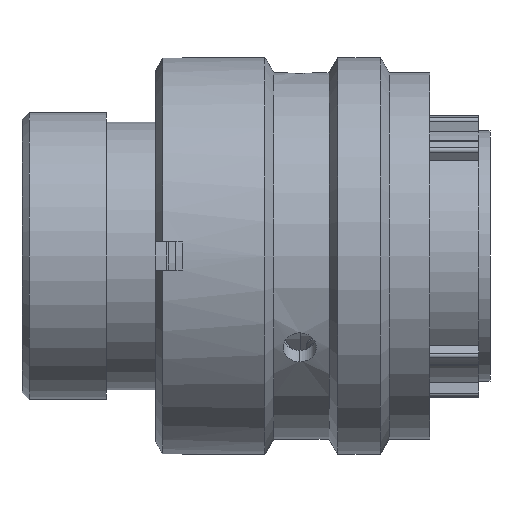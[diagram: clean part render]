
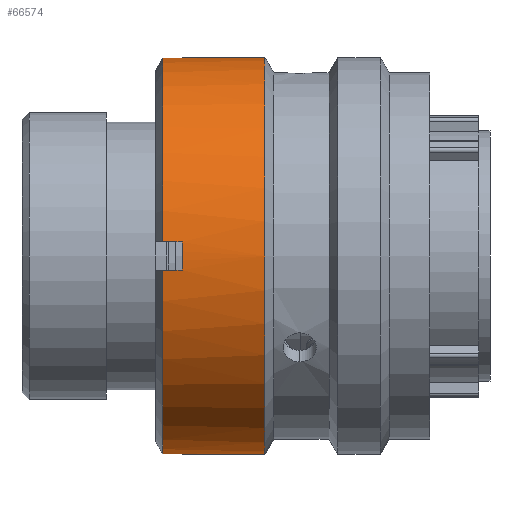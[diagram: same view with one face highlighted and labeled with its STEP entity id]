
A CAD part, front view. The second image highlights one B-rep face of the part: STEP entity #66574.
In plain terms, the highlighted cylindrical face has radius 14.15 mm (diameter 28.3 mm), a partial arc.
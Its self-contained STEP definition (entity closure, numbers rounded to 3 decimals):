
#1 = CARTESIAN_POINT ( 'NONE',  ( 29.07, 0., 0. ) ) ;
#488 = CIRCLE ( 'NONE', #75534, 14.15 ) ;
#672 = EDGE_CURVE ( 'NONE', #81275, #44421, #38388, .T. ) ;
#1445 = DIRECTION ( 'NONE',  ( 1., 0., 0. ) ) ;
#2514 = ORIENTED_EDGE ( 'NONE', *, *, #18983, .T. ) ;
#3781 = DIRECTION ( 'NONE',  ( 1., 0., 0. ) ) ;
#3801 = VECTOR ( 'NONE', #4344, 1000. ) ;
#4344 = DIRECTION ( 'NONE',  ( -1., 0., 0. ) ) ;
#4356 = ORIENTED_EDGE ( 'NONE', *, *, #42561, .T. ) ;
#4810 = EDGE_CURVE ( 'NONE', #83782, #41906, #488, .T. ) ;
#5017 = ORIENTED_EDGE ( 'NONE', *, *, #57657, .F. ) ;
#6641 = VERTEX_POINT ( 'NONE', #27800 ) ;
#7336 = EDGE_CURVE ( 'NONE', #41906, #53071, #21129, .T. ) ;
#7878 = CARTESIAN_POINT ( 'NONE',  ( 10.02, -14.115, -1. ) ) ;
#8184 = EDGE_LOOP ( 'NONE', ( #5017, #56617, #21936, #51075, #2514, #16707, #69840, #67882, #4356, #66947, #20904, #58830 ) ) ;
#10372 = DIRECTION ( 'NONE',  ( 1., 0., 0. ) ) ;
#10907 = AXIS2_PLACEMENT_3D ( 'NONE', #1, #79039, #34193 ) ;
#11201 = CARTESIAN_POINT ( 'NONE',  ( 29.07, -1., 14.115 ) ) ;
#12412 = VECTOR ( 'NONE', #23687, 1000. ) ;
#16563 = AXIS2_PLACEMENT_3D ( 'NONE', #80202, #34233, #59807 ) ;
#16707 = ORIENTED_EDGE ( 'NONE', *, *, #78839, .T. ) ;
#16734 = CARTESIAN_POINT ( 'NONE',  ( 29.07, 0., -14.15 ) ) ;
#16868 = VERTEX_POINT ( 'NONE', #7878 ) ;
#16901 = CARTESIAN_POINT ( 'NONE',  ( 29.07, -14.115, 1. ) ) ;
#17621 = CIRCLE ( 'NONE', #56763, 14.15 ) ;
#18983 = EDGE_CURVE ( 'NONE', #33483, #38353, #74658, .T. ) ;
#19296 = VECTOR ( 'NONE', #21546, 1000. ) ;
#20904 = ORIENTED_EDGE ( 'NONE', *, *, #58820, .T. ) ;
#21129 = LINE ( 'NONE', #11201, #3801 ) ;
#21546 = DIRECTION ( 'NONE',  ( -1., 0., 0. ) ) ;
#21803 = EDGE_CURVE ( 'NONE', #65631, #37192, #51589, .T. ) ;
#21936 = ORIENTED_EDGE ( 'NONE', *, *, #7336, .T. ) ;
#22294 = CARTESIAN_POINT ( 'NONE',  ( 10.02, 0., 0. ) ) ;
#23687 = DIRECTION ( 'NONE',  ( 1., 0., 0. ) ) ;
#26104 = CIRCLE ( 'NONE', #77017, 14.15 ) ;
#26645 = DIRECTION ( 'NONE',  ( 0., 0., -1. ) ) ;
#26679 = CARTESIAN_POINT ( 'NONE',  ( 10.02, -1., 14.115 ) ) ;
#27800 = CARTESIAN_POINT ( 'NONE',  ( 11.42, -14.115, -1. ) ) ;
#33483 = VERTEX_POINT ( 'NONE', #77535 ) ;
#33584 = CARTESIAN_POINT ( 'NONE',  ( 11.42, 0., 14.15 ) ) ;
#34193 = DIRECTION ( 'NONE',  ( 0., 0., -1. ) ) ;
#34233 = DIRECTION ( 'NONE',  ( 1., 0., 0. ) ) ;
#34457 = DIRECTION ( 'NONE',  ( 1., 0., 0. ) ) ;
#35483 = CARTESIAN_POINT ( 'NONE',  ( 11.42, -1., 14.115 ) ) ;
#35521 = AXIS2_PLACEMENT_3D ( 'NONE', #60208, #72825, #26645 ) ;
#36215 = LINE ( 'NONE', #42874, #71170 ) ;
#37192 = VERTEX_POINT ( 'NONE', #48546 ) ;
#38353 = VERTEX_POINT ( 'NONE', #49197 ) ;
#38388 = CIRCLE ( 'NONE', #61850, 14.15 ) ;
#41306 = EDGE_CURVE ( 'NONE', #16868, #66423, #26104, .T. ) ;
#41906 = VERTEX_POINT ( 'NONE', #35483 ) ;
#42561 = EDGE_CURVE ( 'NONE', #66423, #81275, #78022, .T. ) ;
#42874 = CARTESIAN_POINT ( 'NONE',  ( 29.07, 0., 14.15 ) ) ;
#43066 = DIRECTION ( 'NONE',  ( 1., 0., 0. ) ) ;
#44049 = CYLINDRICAL_SURFACE ( 'NONE', #10907, 14.15 ) ;
#44421 = VERTEX_POINT ( 'NONE', #50783 ) ;
#45238 = LINE ( 'NONE', #16734, #46336 ) ;
#46336 = VECTOR ( 'NONE', #55948, 1000. ) ;
#48546 = CARTESIAN_POINT ( 'NONE',  ( 17.324, 0., -14.15 ) ) ;
#49197 = CARTESIAN_POINT ( 'NONE',  ( 11.42, -14.115, 1. ) ) ;
#49210 = DIRECTION ( 'NONE',  ( 0., 0., -1. ) ) ;
#50006 = DIRECTION ( 'NONE',  ( 0., 0., 1. ) ) ;
#50783 = CARTESIAN_POINT ( 'NONE',  ( 11.42, 0., -14.15 ) ) ;
#51075 = ORIENTED_EDGE ( 'NONE', *, *, #60700, .T. ) ;
#51094 = LINE ( 'NONE', #54466, #19296 ) ;
#51589 = CIRCLE ( 'NONE', #35521, 14.15 ) ;
#52086 = DIRECTION ( 'NONE',  ( 0., 0., 1. ) ) ;
#53071 = VERTEX_POINT ( 'NONE', #26679 ) ;
#53729 = CARTESIAN_POINT ( 'NONE',  ( 17.324, 0., 14.15 ) ) ;
#54466 = CARTESIAN_POINT ( 'NONE',  ( 29.07, -14.115, -1. ) ) ;
#54551 = DIRECTION ( 'NONE',  ( 0., 0., -1. ) ) ;
#55948 = DIRECTION ( 'NONE',  ( 1., 0., 0. ) ) ;
#56617 = ORIENTED_EDGE ( 'NONE', *, *, #4810, .T. ) ;
#56763 = AXIS2_PLACEMENT_3D ( 'NONE', #22294, #1445, #49210 ) ;
#57657 = EDGE_CURVE ( 'NONE', #83782, #65631, #36215, .T. ) ;
#58495 = FACE_OUTER_BOUND ( 'NONE', #8184, .T. ) ;
#58669 = CARTESIAN_POINT ( 'NONE',  ( 11.42, 0., 0. ) ) ;
#58820 = EDGE_CURVE ( 'NONE', #44421, #37192, #45238, .T. ) ;
#58830 = ORIENTED_EDGE ( 'NONE', *, *, #21803, .F. ) ;
#59807 = DIRECTION ( 'NONE',  ( 0., 0., 1. ) ) ;
#60208 = CARTESIAN_POINT ( 'NONE',  ( 17.324, 0., 0. ) ) ;
#60700 = EDGE_CURVE ( 'NONE', #53071, #33483, #17621, .T. ) ;
#61850 = AXIS2_PLACEMENT_3D ( 'NONE', #58669, #65565, #52086 ) ;
#62623 = CARTESIAN_POINT ( 'NONE',  ( 11.42, 0., 0. ) ) ;
#65565 = DIRECTION ( 'NONE',  ( 1., 0., 0. ) ) ;
#65631 = VERTEX_POINT ( 'NONE', #53729 ) ;
#66423 = VERTEX_POINT ( 'NONE', #71273 ) ;
#66574 = ADVANCED_FACE ( 'NONE', ( #58495 ), #44049, .T. ) ;
#66947 = ORIENTED_EDGE ( 'NONE', *, *, #672, .T. ) ;
#67086 = EDGE_CURVE ( 'NONE', #6641, #16868, #51094, .T. ) ;
#67882 = ORIENTED_EDGE ( 'NONE', *, *, #41306, .T. ) ;
#69840 = ORIENTED_EDGE ( 'NONE', *, *, #67086, .T. ) ;
#71170 = VECTOR ( 'NONE', #3781, 1000. ) ;
#71273 = CARTESIAN_POINT ( 'NONE',  ( 10.02, -1., -14.115 ) ) ;
#72825 = DIRECTION ( 'NONE',  ( 1., 0., 0. ) ) ;
#73201 = CARTESIAN_POINT ( 'NONE',  ( 10.02, 0., 0. ) ) ;
#74658 = LINE ( 'NONE', #16901, #75664 ) ;
#75534 = AXIS2_PLACEMENT_3D ( 'NONE', #62623, #43066, #50006 ) ;
#75626 = CIRCLE ( 'NONE', #16563, 14.15 ) ;
#75664 = VECTOR ( 'NONE', #10372, 1000. ) ;
#77017 = AXIS2_PLACEMENT_3D ( 'NONE', #73201, #34457, #54551 ) ;
#77535 = CARTESIAN_POINT ( 'NONE',  ( 10.02, -14.115, 1. ) ) ;
#78022 = LINE ( 'NONE', #82452, #12412 ) ;
#78839 = EDGE_CURVE ( 'NONE', #38353, #6641, #75626, .T. ) ;
#79039 = DIRECTION ( 'NONE',  ( 1., 0., 0. ) ) ;
#80202 = CARTESIAN_POINT ( 'NONE',  ( 11.42, 0., 0. ) ) ;
#81275 = VERTEX_POINT ( 'NONE', #81927 ) ;
#81927 = CARTESIAN_POINT ( 'NONE',  ( 11.42, -1., -14.115 ) ) ;
#82452 = CARTESIAN_POINT ( 'NONE',  ( 29.07, -1., -14.115 ) ) ;
#83782 = VERTEX_POINT ( 'NONE', #33584 ) ;
